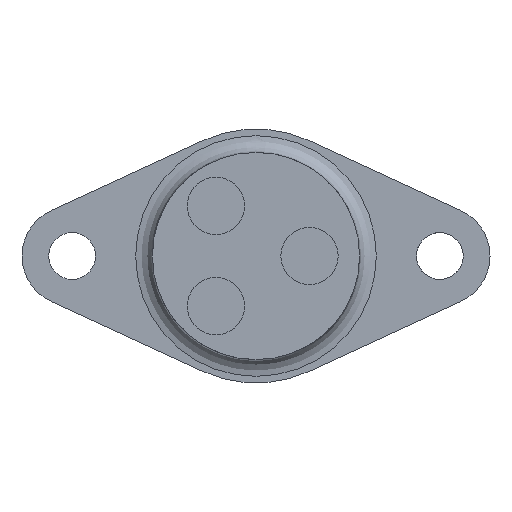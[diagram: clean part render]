
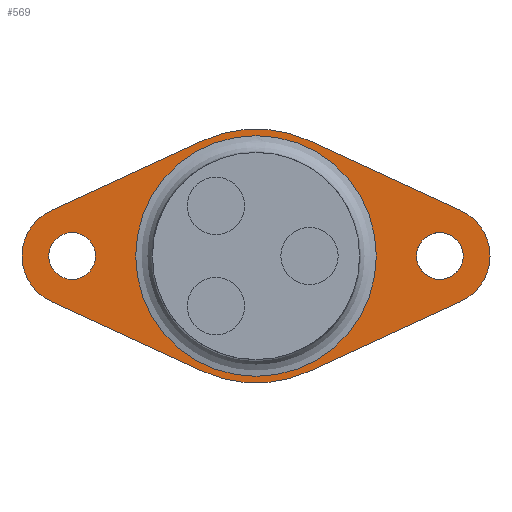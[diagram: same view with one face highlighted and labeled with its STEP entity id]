
A CAD part, left-side view. The second image highlights one B-rep face of the part: STEP entity #569.
In plain terms, the highlighted planar face has unit normal (-1, 0, 0).
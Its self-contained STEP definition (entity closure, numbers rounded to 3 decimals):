
#446=CARTESIAN_POINT('',(81.9,0.,18.));
#447=VERTEX_POINT('',#446);
#448=CARTESIAN_POINT('',(81.9,0.,0.));
#449=DIRECTION('',(-1.0,0.0,0.0));
#450=DIRECTION('',(0.0,0.0,-1.0));
#451=AXIS2_PLACEMENT_3D('',#448,#449,#450);
#452=CIRCLE('',#451,18.);
#453=EDGE_CURVE('',#447,#447,#452,.T.);
#469=CARTESIAN_POINT('',(81.9,0.,0.));
#470=DIRECTION('',(-1.0,0.0,0.0));
#471=DIRECTION('',(0.0,0.0,-1.0));
#472=AXIS2_PLACEMENT_3D('',#469,#470,#471);
#473=PLANE('',#472);
#474=CARTESIAN_POINT('',(81.9,7.945,-17.259));
#475=VERTEX_POINT('',#474);
#476=CARTESIAN_POINT('',(81.9,30.636,-6.813));
#477=VERTEX_POINT('',#476);
#478=CARTESIAN_POINT('',(81.9,7.945,-17.259));
#479=DIRECTION('',(0.,0.908,0.418));
#480=VECTOR('',#479,24.98);
#481=LINE('',#478,#480);
#482=EDGE_CURVE('',#475,#477,#481,.T.);
#483=ORIENTED_EDGE('',*,*,#482,.F.);
#484=CARTESIAN_POINT('',(81.9,-7.945,-17.259));
#485=VERTEX_POINT('',#484);
#486=CARTESIAN_POINT('',(81.9,0.,0.));
#487=DIRECTION('',(1.0,0.,0.));
#488=DIRECTION('',(0.,0.418,0.908));
#489=AXIS2_PLACEMENT_3D('',#486,#487,#488);
#490=CIRCLE('',#489,19.);
#491=EDGE_CURVE('',#485,#475,#490,.T.);
#492=ORIENTED_EDGE('',*,*,#491,.F.);
#493=CARTESIAN_POINT('',(81.9,-30.636,-6.813));
#494=VERTEX_POINT('',#493);
#495=CARTESIAN_POINT('',(81.9,-30.636,-6.813));
#496=DIRECTION('',(0.,0.908,-0.418));
#497=VECTOR('',#496,24.98);
#498=LINE('',#495,#497);
#499=EDGE_CURVE('',#494,#485,#498,.T.);
#500=ORIENTED_EDGE('',*,*,#499,.F.);
#501=CARTESIAN_POINT('',(81.9,-30.636,6.813));
#502=VERTEX_POINT('',#501);
#503=CARTESIAN_POINT('',(81.9,-27.5,0.));
#504=DIRECTION('',(1.0,0.,0.));
#505=DIRECTION('',(0.,0.418,-0.908));
#506=AXIS2_PLACEMENT_3D('',#503,#504,#505);
#507=CIRCLE('',#506,7.5);
#508=EDGE_CURVE('',#502,#494,#507,.T.);
#509=ORIENTED_EDGE('',*,*,#508,.F.);
#510=CARTESIAN_POINT('',(81.9,-7.945,17.259));
#511=VERTEX_POINT('',#510);
#512=CARTESIAN_POINT('',(81.9,-7.945,17.259));
#513=DIRECTION('',(0.,-0.908,-0.418));
#514=VECTOR('',#513,24.98);
#515=LINE('',#512,#514);
#516=EDGE_CURVE('',#511,#502,#515,.T.);
#517=ORIENTED_EDGE('',*,*,#516,.F.);
#518=CARTESIAN_POINT('',(81.9,7.945,17.259));
#519=VERTEX_POINT('',#518);
#520=CARTESIAN_POINT('',(81.9,0.,0.));
#521=DIRECTION('',(1.0,0.,0.));
#522=DIRECTION('',(0.,-0.418,-0.908));
#523=AXIS2_PLACEMENT_3D('',#520,#521,#522);
#524=CIRCLE('',#523,19.);
#525=EDGE_CURVE('',#519,#511,#524,.T.);
#526=ORIENTED_EDGE('',*,*,#525,.F.);
#527=CARTESIAN_POINT('',(81.9,30.636,6.813));
#528=VERTEX_POINT('',#527);
#529=CARTESIAN_POINT('',(81.9,30.636,6.813));
#530=DIRECTION('',(0.,-0.908,0.418));
#531=VECTOR('',#530,24.98);
#532=LINE('',#529,#531);
#533=EDGE_CURVE('',#528,#519,#532,.T.);
#534=ORIENTED_EDGE('',*,*,#533,.F.);
#535=CARTESIAN_POINT('',(81.9,27.5,0.));
#536=DIRECTION('',(1.,0.,0.));
#537=DIRECTION('',(0.,-0.418,0.908));
#538=AXIS2_PLACEMENT_3D('',#535,#536,#537);
#539=CIRCLE('',#538,7.5);
#540=EDGE_CURVE('',#477,#528,#539,.T.);
#541=ORIENTED_EDGE('',*,*,#540,.F.);
#542=EDGE_LOOP('',(#483,#492,#500,#509,#517,#526,#534,#541));
#543=FACE_OUTER_BOUND('',#542,.T.);
#544=CARTESIAN_POINT('',(81.9,27.5,-3.5));
#545=VERTEX_POINT('',#544);
#546=CARTESIAN_POINT('',(81.9,27.5,0.));
#547=DIRECTION('',(1.0,0.0,0.0));
#548=DIRECTION('',(0.0,0.0,1.0));
#549=AXIS2_PLACEMENT_3D('',#546,#547,#548);
#550=CIRCLE('',#549,3.5);
#551=EDGE_CURVE('',#545,#545,#550,.T.);
#552=ORIENTED_EDGE('',*,*,#551,.T.);
#553=EDGE_LOOP('',(#552));
#554=FACE_BOUND('',#553,.T.);
#555=CARTESIAN_POINT('',(81.9,-27.5,-3.5));
#556=VERTEX_POINT('',#555);
#557=CARTESIAN_POINT('',(81.9,-27.5,0.));
#558=DIRECTION('',(1.0,0.0,0.0));
#559=DIRECTION('',(0.0,0.0,1.0));
#560=AXIS2_PLACEMENT_3D('',#557,#558,#559);
#561=CIRCLE('',#560,3.5);
#562=EDGE_CURVE('',#556,#556,#561,.T.);
#563=ORIENTED_EDGE('',*,*,#562,.T.);
#564=EDGE_LOOP('',(#563));
#565=FACE_BOUND('',#564,.T.);
#566=ORIENTED_EDGE('',*,*,#453,.F.);
#567=EDGE_LOOP('',(#566));
#568=FACE_BOUND('',#567,.T.);
#569=ADVANCED_FACE('',(#543,#554,#565,#568),#473,.T.);
